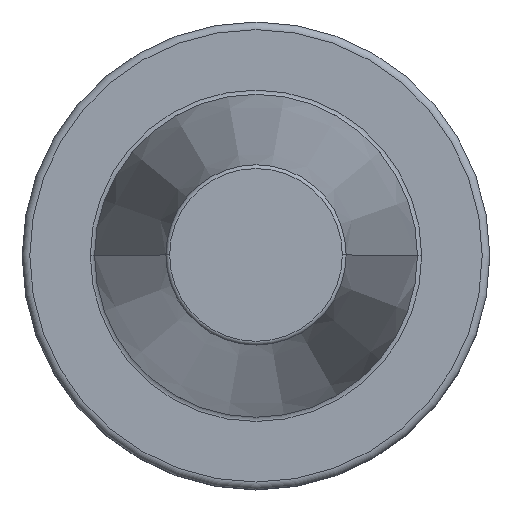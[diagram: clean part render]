
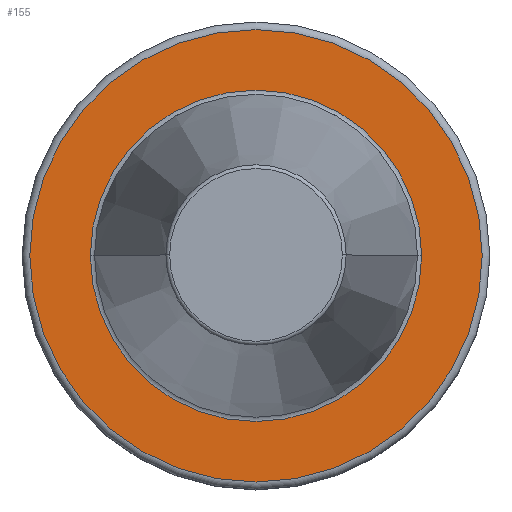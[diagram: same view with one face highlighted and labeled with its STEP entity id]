
A CAD part, top view. The second image highlights one B-rep face of the part: STEP entity #155.
In plain terms, the highlighted planar face has unit normal (0, 0, 1).
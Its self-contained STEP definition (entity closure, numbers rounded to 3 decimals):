
#77=PLANE('',#1175);
#104=FACE_BOUND('',#302,.T.);
#105=FACE_BOUND('',#303,.T.);
#155=ADVANCED_FACE('',(#104,#105),#77,.F.);
#302=EDGE_LOOP('',(#496));
#303=EDGE_LOOP('',(#497,#498));
#370=CIRCLE('',#1142,16.291);
#388=CIRCLE('',#1173,22.24);
#389=CIRCLE('',#1174,16.291);
#496=ORIENTED_EDGE('',*,*,#873,.T.);
#497=ORIENTED_EDGE('',*,*,#874,.F.);
#498=ORIENTED_EDGE('',*,*,#845,.F.);
#740=VERTEX_POINT('',#1620);
#741=VERTEX_POINT('',#1622);
#757=VERTEX_POINT('',#1679);
#845=EDGE_CURVE('',#740,#741,#370,.T.);
#873=EDGE_CURVE('',#757,#757,#388,.T.);
#874=EDGE_CURVE('',#741,#740,#389,.T.);
#1142=AXIS2_PLACEMENT_3D('',#1621,#1315,#1316);
#1173=AXIS2_PLACEMENT_3D('',#1678,#1387,#1388);
#1174=AXIS2_PLACEMENT_3D('',#1680,#1389,#1390);
#1175=AXIS2_PLACEMENT_3D('',#1681,#1391,#1392);
#1315=DIRECTION('',(0.,0.,1.));
#1316=DIRECTION('',(1.,0.,0.));
#1387=DIRECTION('',(0.,0.,1.));
#1388=DIRECTION('',(-1.,0.,0.));
#1389=DIRECTION('',(0.,0.,1.));
#1390=DIRECTION('',(1.,0.,0.));
#1391=DIRECTION('',(0.,0.,-1.));
#1392=DIRECTION('',(1.,0.,0.));
#1620=CARTESIAN_POINT('',(-16.291,0.,-2.));
#1621=CARTESIAN_POINT('',(0.,0.,-2.));
#1622=CARTESIAN_POINT('',(16.291,0.,-2.));
#1678=CARTESIAN_POINT('',(0.,0.,-2.));
#1679=CARTESIAN_POINT('',(-22.24,0.,-2.));
#1680=CARTESIAN_POINT('',(0.,0.,-2.));
#1681=CARTESIAN_POINT('',(0.,16.291,-2.));
